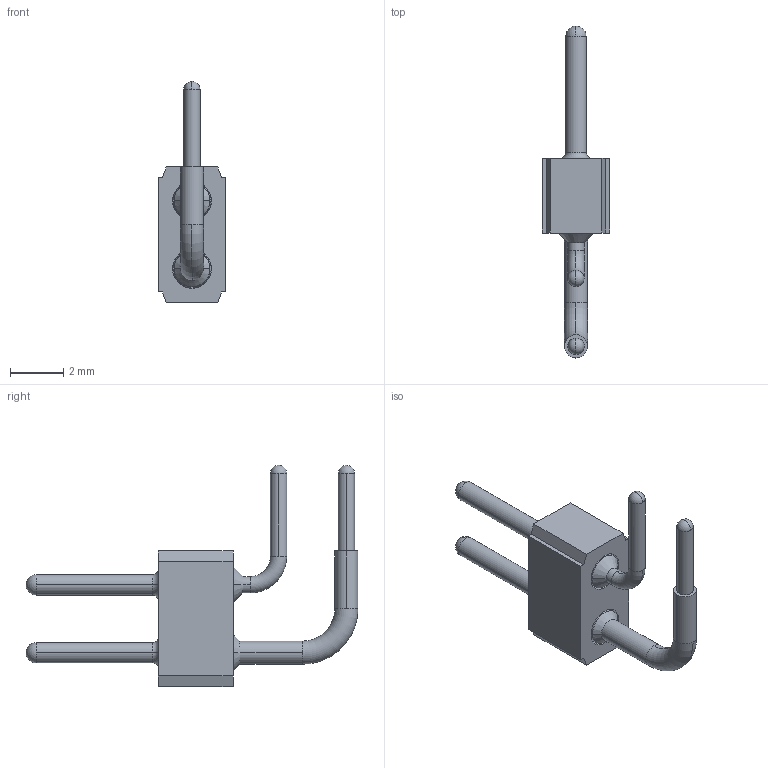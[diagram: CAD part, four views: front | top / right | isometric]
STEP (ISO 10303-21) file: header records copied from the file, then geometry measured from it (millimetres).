
FILE_DESCRIPTION (( 'STEP AP214' ), '1' );
FILE_NAME ('mill-max-802-10-002-20-001000.STEP', '2022-11-08T14:05:15', ( '' ), ( '' ), 'SwSTEP 2.0', 'SolidWorks 2022', '' );
FILE_SCHEMA (( 'AUTOMOTIVE_DESIGN' ));
Length unit declared in the file: inch
Products named in the file (4): 5107_5107-0-00-15-00-00-03-0; P4XX-21-010-00-000000_P402-21-010-00-000000; 5005_5005-0-00-15-00-00-03-0; mill-max-802-10-002-20-001000
Assembly tree (3 placements, depth 2):
  mill-max-802-10-002-20-001000
    P4XX-21-010-00-000000_P402-21-010-00-000000
    5107_5107-0-00-15-00-00-03-0
    5005_5005-0-00-15-00-00-03-0
Bounding box: 2.54 x 12.42 x 8.28 mm (x, y, z)
Volume: 45.5 mm3; surface area: 185.9 mm2
Topology: 3 solids, 3 shells, 383 faces, 898 edges, 520 vertices
Faces by surface type: plane 225, cylinder 86, cone 56, torus 8, sphere 8
Entity records: 11477 total; most frequent: CARTESIAN_POINT 2867, ORIENTED_EDGE 1780, DIRECTION 1640, EDGE_CURVE 890, AXIS2_PLACEMENT_3D 717, VERTEX_POINT 520, EDGE_LOOP 394, FACE_OUTER_BOUND 383
